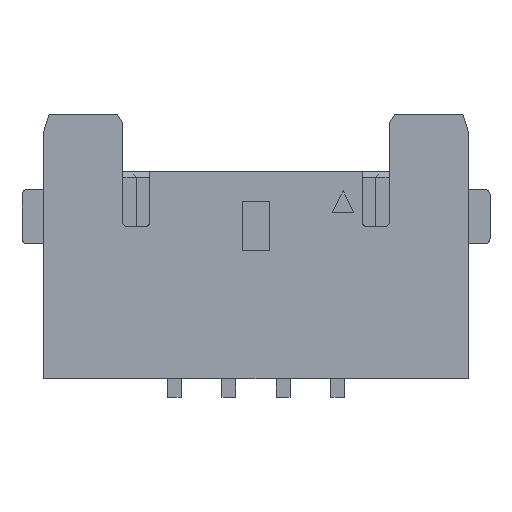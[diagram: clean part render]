
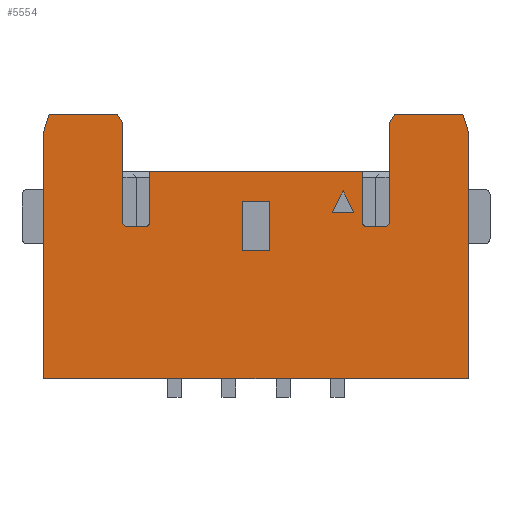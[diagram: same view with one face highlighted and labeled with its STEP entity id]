
A CAD part, top view. The second image highlights one B-rep face of the part: STEP entity #5554.
In plain terms, the highlighted planar face has unit normal (0, 0, 1).
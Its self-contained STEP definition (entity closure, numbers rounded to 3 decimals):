
#1488=CARTESIAN_POINT('',(-2.37,1.13,0.73));
#1489=DIRECTION('',(0.,0.,1.));
#1490=DIRECTION('',(-1.,0.,0.));
#1491=AXIS2_PLACEMENT_3D('',#1488,#1489,#1490);
#1493=DIRECTION('',(1.,0.,0.));
#1494=VECTOR('',#1493,0.34);
#1495=CARTESIAN_POINT('',(-2.37,1.05,0.73));
#1496=LINE('',#1495,#1494);
#1497=CARTESIAN_POINT('',(-2.03,1.13,0.73));
#1498=DIRECTION('',(0.,0.,1.));
#1499=DIRECTION('',(0.,-1.,0.));
#1500=AXIS2_PLACEMENT_3D('',#1497,#1498,#1499);
#1502=DIRECTION('',(0.,1.,0.));
#1503=VECTOR('',#1502,0.92);
#1504=CARTESIAN_POINT('',(-1.95,1.13,0.73));
#1505=LINE('',#1504,#1503);
#1506=DIRECTION('',(-1.,0.,0.));
#1507=VECTOR('',#1506,3.9);
#1508=CARTESIAN_POINT('',(1.95,2.05,0.73));
#1509=LINE('',#1508,#1507);
#1510=DIRECTION('',(0.,-1.,0.));
#1511=VECTOR('',#1510,0.92);
#1512=CARTESIAN_POINT('',(1.95,2.05,0.73));
#1513=LINE('',#1512,#1511);
#1514=CARTESIAN_POINT('',(2.03,1.13,0.73));
#1515=DIRECTION('',(0.,0.,1.));
#1516=DIRECTION('',(-1.,0.,0.));
#1517=AXIS2_PLACEMENT_3D('',#1514,#1515,#1516);
#1519=DIRECTION('',(1.,0.,0.));
#1520=VECTOR('',#1519,0.34);
#1521=CARTESIAN_POINT('',(2.03,1.05,0.73));
#1522=LINE('',#1521,#1520);
#1523=CARTESIAN_POINT('',(2.37,1.13,0.73));
#1524=DIRECTION('',(0.,0.,1.));
#1525=DIRECTION('',(0.,-1.,0.));
#1526=AXIS2_PLACEMENT_3D('',#1523,#1524,#1525);
#1528=DIRECTION('',(-0.555,-0.832,0.));
#1529=VECTOR('',#1528,0.18);
#1530=CARTESIAN_POINT('',(2.55,3.1,0.73));
#1531=LINE('',#1530,#1529);
#1532=DIRECTION('',(-1.,0.,0.));
#1533=VECTOR('',#1532,1.25);
#1534=CARTESIAN_POINT('',(3.8,3.1,0.73));
#1535=LINE('',#1534,#1533);
#1536=DIRECTION('',(-0.316,0.949,0.));
#1537=VECTOR('',#1536,0.316);
#1538=CARTESIAN_POINT('',(3.9,2.8,0.73));
#1539=LINE('',#1538,#1537);
#1540=DIRECTION('',(0.,1.,0.));
#1541=VECTOR('',#1540,4.55);
#1542=CARTESIAN_POINT('',(3.9,-1.75,0.73));
#1543=LINE('',#1542,#1541);
#1544=DIRECTION('',(1.,0.,0.));
#1545=VECTOR('',#1544,7.8);
#1546=CARTESIAN_POINT('',(-3.9,-1.75,0.73));
#1547=LINE('',#1546,#1545);
#1548=DIRECTION('',(0.,-1.,0.));
#1549=VECTOR('',#1548,4.55);
#1550=CARTESIAN_POINT('',(-3.9,2.8,0.73));
#1551=LINE('',#1550,#1549);
#1552=DIRECTION('',(-0.316,-0.949,0.));
#1553=VECTOR('',#1552,0.316);
#1554=CARTESIAN_POINT('',(-3.8,3.1,0.73));
#1555=LINE('',#1554,#1553);
#1556=DIRECTION('',(-1.,0.,0.));
#1557=VECTOR('',#1556,1.25);
#1558=CARTESIAN_POINT('',(-2.55,3.1,0.73));
#1559=LINE('',#1558,#1557);
#1560=DIRECTION('',(-0.555,0.832,0.));
#1561=VECTOR('',#1560,0.18);
#1562=CARTESIAN_POINT('',(-2.45,2.95,0.73));
#1563=LINE('',#1562,#1561);
#1564=DIRECTION('',(0.,-1.,0.));
#1565=VECTOR('',#1564,0.9);
#1566=CARTESIAN_POINT('',(-0.25,1.5,0.73));
#1567=LINE('',#1566,#1565);
#1568=DIRECTION('',(1.,0.,0.));
#1569=VECTOR('',#1568,0.5);
#1570=CARTESIAN_POINT('',(-0.25,0.6,0.73));
#1571=LINE('',#1570,#1569);
#1572=DIRECTION('',(0.,1.,0.));
#1573=VECTOR('',#1572,0.9);
#1574=CARTESIAN_POINT('',(0.25,0.6,0.73));
#1575=LINE('',#1574,#1573);
#1576=DIRECTION('',(-1.,0.,0.));
#1577=VECTOR('',#1576,0.5);
#1578=CARTESIAN_POINT('',(0.25,1.5,0.73));
#1579=LINE('',#1578,#1577);
#1580=DIRECTION('',(-0.447,-0.894,0.));
#1581=VECTOR('',#1580,0.447);
#1582=CARTESIAN_POINT('',(1.6,1.7,0.73));
#1583=LINE('',#1582,#1581);
#1584=DIRECTION('',(1.,0.,0.));
#1585=VECTOR('',#1584,0.4);
#1586=CARTESIAN_POINT('',(1.4,1.3,0.73));
#1587=LINE('',#1586,#1585);
#1588=DIRECTION('',(-0.447,0.894,0.));
#1589=VECTOR('',#1588,0.447);
#1590=CARTESIAN_POINT('',(1.8,1.3,0.73));
#1591=LINE('',#1590,#1589);
#1592=DIRECTION('',(0.,1.,0.));
#1593=VECTOR('',#1592,1.82);
#1594=CARTESIAN_POINT('',(-2.45,1.13,0.73));
#1595=LINE('',#1594,#1593);
#1748=DIRECTION('',(0.,-1.,0.));
#1749=VECTOR('',#1748,1.82);
#1750=CARTESIAN_POINT('',(2.45,2.95,0.73));
#1751=LINE('',#1750,#1749);
#2851=CARTESIAN_POINT('',(-3.9,-1.75,0.73));
#2852=CARTESIAN_POINT('',(3.9,-1.75,0.73));
#2853=VERTEX_POINT('',#2851);
#2854=VERTEX_POINT('',#2852);
#2855=CARTESIAN_POINT('',(3.9,2.8,0.73));
#2856=VERTEX_POINT('',#2855);
#2857=CARTESIAN_POINT('',(3.8,3.1,0.73));
#2858=VERTEX_POINT('',#2857);
#2859=CARTESIAN_POINT('',(2.55,3.1,0.73));
#2860=VERTEX_POINT('',#2859);
#2861=CARTESIAN_POINT('',(2.45,2.95,0.73));
#2862=VERTEX_POINT('',#2861);
#2863=CARTESIAN_POINT('',(-2.45,2.95,0.73));
#2864=CARTESIAN_POINT('',(-2.55,3.1,0.73));
#2865=VERTEX_POINT('',#2863);
#2866=VERTEX_POINT('',#2864);
#2867=CARTESIAN_POINT('',(-3.8,3.1,0.73));
#2868=VERTEX_POINT('',#2867);
#2869=CARTESIAN_POINT('',(-3.9,2.8,0.73));
#2870=VERTEX_POINT('',#2869);
#2887=CARTESIAN_POINT('',(-2.37,1.05,0.73));
#2888=CARTESIAN_POINT('',(-2.03,1.05,0.73));
#2889=VERTEX_POINT('',#2887);
#2890=VERTEX_POINT('',#2888);
#2891=CARTESIAN_POINT('',(-1.95,1.13,0.73));
#2892=CARTESIAN_POINT('',(-1.95,2.05,0.73));
#2893=VERTEX_POINT('',#2891);
#2894=VERTEX_POINT('',#2892);
#2895=CARTESIAN_POINT('',(-0.25,1.5,0.73));
#2896=CARTESIAN_POINT('',(-0.25,0.6,0.73));
#2897=VERTEX_POINT('',#2895);
#2898=VERTEX_POINT('',#2896);
#2899=CARTESIAN_POINT('',(0.25,0.6,0.73));
#2900=VERTEX_POINT('',#2899);
#2901=CARTESIAN_POINT('',(0.25,1.5,0.73));
#2902=VERTEX_POINT('',#2901);
#2915=CARTESIAN_POINT('',(1.95,2.05,0.73));
#2916=VERTEX_POINT('',#2915);
#2921=CARTESIAN_POINT('',(-2.45,1.13,0.73));
#2922=VERTEX_POINT('',#2921);
#2923=CARTESIAN_POINT('',(1.95,1.13,0.73));
#2924=VERTEX_POINT('',#2923);
#2925=CARTESIAN_POINT('',(2.03,1.05,0.73));
#2926=VERTEX_POINT('',#2925);
#2927=CARTESIAN_POINT('',(2.37,1.05,0.73));
#2928=VERTEX_POINT('',#2927);
#2929=CARTESIAN_POINT('',(2.45,1.13,0.73));
#2930=VERTEX_POINT('',#2929);
#3201=CARTESIAN_POINT('',(1.6,1.7,0.73));
#3202=CARTESIAN_POINT('',(1.4,1.3,0.73));
#3203=VERTEX_POINT('',#3201);
#3204=VERTEX_POINT('',#3202);
#3205=CARTESIAN_POINT('',(1.8,1.3,0.73));
#3206=VERTEX_POINT('',#3205);
#5492=CARTESIAN_POINT('',(0.,0.,0.73));
#5493=DIRECTION('',(0.,0.,1.));
#5494=DIRECTION('',(1.,0.,0.));
#5495=AXIS2_PLACEMENT_3D('',#5492,#5493,#5494);
#5496=PLANE('',#5495);
#5498=ORIENTED_EDGE('',*,*,#5497,.F.);
#5500=ORIENTED_EDGE('',*,*,#5499,.T.);
#5502=ORIENTED_EDGE('',*,*,#5501,.T.);
#5504=ORIENTED_EDGE('',*,*,#5503,.T.);
#5506=ORIENTED_EDGE('',*,*,#5505,.T.);
#5508=ORIENTED_EDGE('',*,*,#5507,.F.);
#5510=ORIENTED_EDGE('',*,*,#5509,.T.);
#5512=ORIENTED_EDGE('',*,*,#5511,.T.);
#5514=ORIENTED_EDGE('',*,*,#5513,.T.);
#5516=ORIENTED_EDGE('',*,*,#5515,.T.);
#5518=ORIENTED_EDGE('',*,*,#5517,.F.);
#5520=ORIENTED_EDGE('',*,*,#5519,.F.);
#5522=ORIENTED_EDGE('',*,*,#5521,.F.);
#5524=ORIENTED_EDGE('',*,*,#5523,.F.);
#5525=ORIENTED_EDGE('',*,*,#5478,.F.);
#5526=ORIENTED_EDGE('',*,*,#3867,.F.);
#5527=ORIENTED_EDGE('',*,*,#3917,.F.);
#5529=ORIENTED_EDGE('',*,*,#5528,.F.);
#5531=ORIENTED_EDGE('',*,*,#5530,.F.);
#5533=ORIENTED_EDGE('',*,*,#5532,.F.);
#5534=EDGE_LOOP('',(#5498,#5500,#5502,#5504,#5506,#5508,#5510,#5512,#5514,#5516,
#5518,#5520,#5522,#5524,#5525,#5526,#5527,#5529,#5531,#5533));
#5535=FACE_OUTER_BOUND('',#5534,.F.);
#5537=ORIENTED_EDGE('',*,*,#5536,.T.);
#5539=ORIENTED_EDGE('',*,*,#5538,.T.);
#5541=ORIENTED_EDGE('',*,*,#5540,.T.);
#5543=ORIENTED_EDGE('',*,*,#5542,.T.);
#5544=EDGE_LOOP('',(#5537,#5539,#5541,#5543));
#5545=FACE_BOUND('',#5544,.F.);
#5547=ORIENTED_EDGE('',*,*,#5546,.T.);
#5549=ORIENTED_EDGE('',*,*,#5548,.T.);
#5551=ORIENTED_EDGE('',*,*,#5550,.T.);
#5552=EDGE_LOOP('',(#5547,#5549,#5551));
#5553=FACE_BOUND('',#5552,.F.);
#5554=ADVANCED_FACE('',(#5535,#5545,#5553),#5496,.T.);
#1492=CIRCLE('',#1491,0.08);
#1501=CIRCLE('',#1500,0.08);
#1518=CIRCLE('',#1517,0.08);
#1527=CIRCLE('',#1526,0.08);
#3867=EDGE_CURVE('',#2853,#2854,#1547,.T.);
#3917=EDGE_CURVE('',#2870,#2853,#1551,.T.);
#5478=EDGE_CURVE('',#2854,#2856,#1543,.T.);
#5497=EDGE_CURVE('',#2922,#2865,#1595,.T.);
#5499=EDGE_CURVE('',#2922,#2889,#1492,.T.);
#5501=EDGE_CURVE('',#2889,#2890,#1496,.T.);
#5503=EDGE_CURVE('',#2890,#2893,#1501,.T.);
#5505=EDGE_CURVE('',#2893,#2894,#1505,.T.);
#5507=EDGE_CURVE('',#2916,#2894,#1509,.T.);
#5509=EDGE_CURVE('',#2916,#2924,#1513,.T.);
#5511=EDGE_CURVE('',#2924,#2926,#1518,.T.);
#5513=EDGE_CURVE('',#2926,#2928,#1522,.T.);
#5515=EDGE_CURVE('',#2928,#2930,#1527,.T.);
#5517=EDGE_CURVE('',#2862,#2930,#1751,.T.);
#5519=EDGE_CURVE('',#2860,#2862,#1531,.T.);
#5521=EDGE_CURVE('',#2858,#2860,#1535,.T.);
#5523=EDGE_CURVE('',#2856,#2858,#1539,.T.);
#5528=EDGE_CURVE('',#2868,#2870,#1555,.T.);
#5530=EDGE_CURVE('',#2866,#2868,#1559,.T.);
#5532=EDGE_CURVE('',#2865,#2866,#1563,.T.);
#5536=EDGE_CURVE('',#2897,#2898,#1567,.T.);
#5538=EDGE_CURVE('',#2898,#2900,#1571,.T.);
#5540=EDGE_CURVE('',#2900,#2902,#1575,.T.);
#5542=EDGE_CURVE('',#2902,#2897,#1579,.T.);
#5546=EDGE_CURVE('',#3203,#3204,#1583,.T.);
#5548=EDGE_CURVE('',#3204,#3206,#1587,.T.);
#5550=EDGE_CURVE('',#3206,#3203,#1591,.T.);
